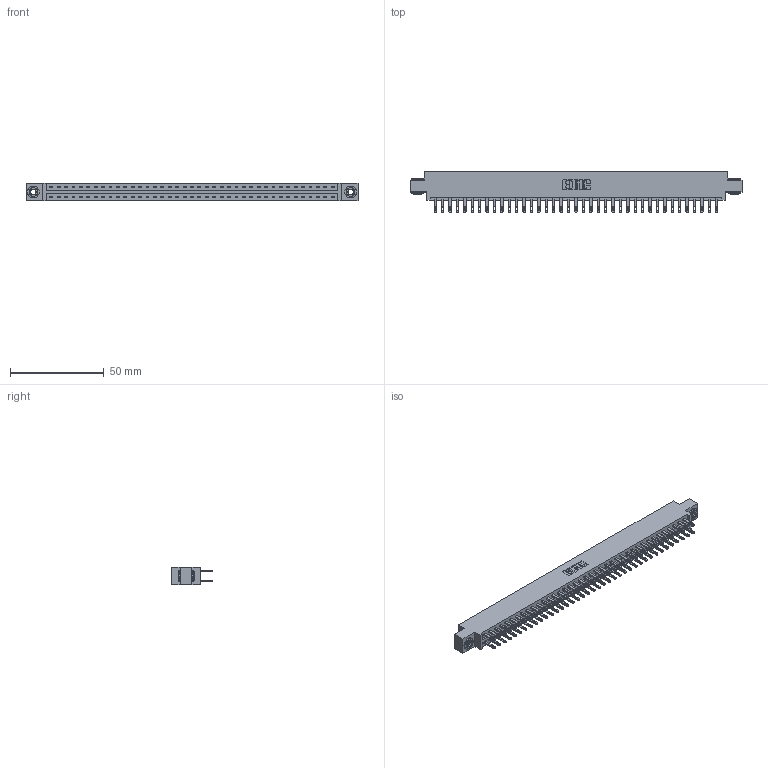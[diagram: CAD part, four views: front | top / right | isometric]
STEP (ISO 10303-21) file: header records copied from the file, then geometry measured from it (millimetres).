
FILE_DESCRIPTION (( 'STEP AP203' ), '1' );
FILE_NAME ('887-078-500-803.STEP', '2020-09-21T04:11:02', ( '' ), ( '' ), 'SwSTEP 2.0', 'SolidWorks 2020', '' );
FILE_SCHEMA (( 'CONFIG_CONTROL_DESIGN' ));
Length unit declared in the file: inch
Products named in the file (4): 837 Part_0.170 Offset - 0.156 Dia-TH; 345-250-002_345-250-002-102; 887-078-500-803; 345-292-001_345-293-100
Assembly tree (81 placements, depth 2):
  887-078-500-803
    837 Part_0.170 Offset - 0.156 Dia-TH
    345-292-001_345-293-100  x78
    345-250-002_345-250-002-102  x2
Bounding box: 177.55 x 21.85 x 9.4 mm (x, y, z)
Volume: 18811.5 mm3; surface area: 22435 mm2
Topology: 81 solids, 81 shells, 4056 faces, 12333 edges, 8218 vertices
Faces by surface type: plane 2580, cylinder 1468, cone 8
Entity records: 31338 total; most frequent: CARTESIAN_POINT 5257, ORIENTED_EDGE 5186, DIRECTION 4511, EDGE_CURVE 2593, LINE 2437, VECTOR 2437, VERTEX_POINT 1726, AXIS2_PLACEMENT_3D 1037
